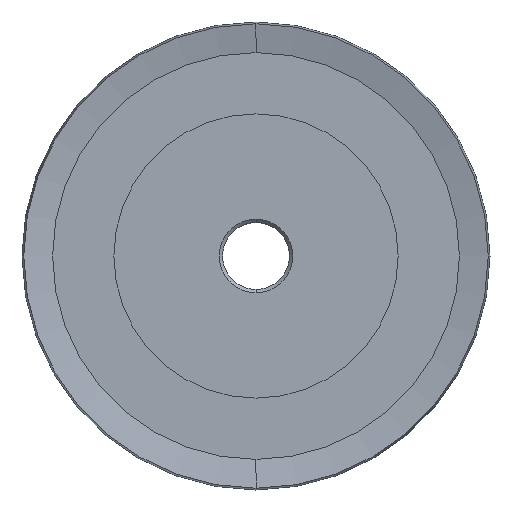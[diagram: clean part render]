
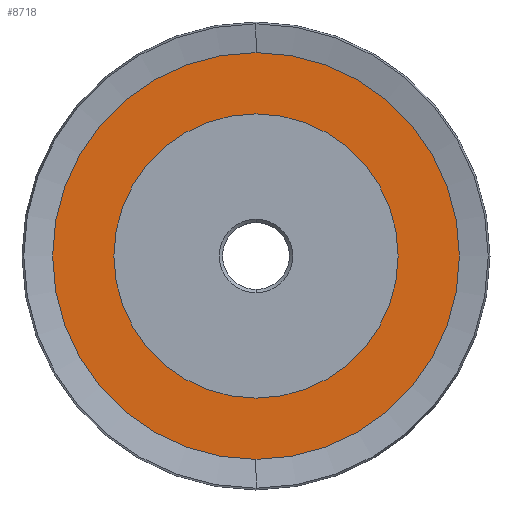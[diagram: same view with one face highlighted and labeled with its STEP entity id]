
A CAD part, left-side view. The second image highlights one B-rep face of the part: STEP entity #8718.
In plain terms, the highlighted planar face has unit normal (-1, 0, 0).
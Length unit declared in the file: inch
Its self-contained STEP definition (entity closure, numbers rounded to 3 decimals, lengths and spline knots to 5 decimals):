
#43 = EDGE_CURVE ( 'NONE', #1012, #10004, #9348, .T. ) ;
#109 = CARTESIAN_POINT ( 'NONE',  ( 0.0325, 0., 0.5315 ) ) ;
#621 = EDGE_LOOP ( 'NONE', ( #8202, #1343 ) ) ;
#645 = CARTESIAN_POINT ( 'NONE',  ( 0.0325, 0., 0. ) ) ;
#685 = DIRECTION ( 'NONE',  ( 0., 0., 1. ) ) ;
#1012 = VERTEX_POINT ( 'NONE', #109 ) ;
#1343 = ORIENTED_EDGE ( 'NONE', *, *, #43, .F. ) ;
#1410 = DIRECTION ( 'NONE',  ( -1., 0., 0. ) ) ;
#1463 = CARTESIAN_POINT ( 'NONE',  ( 0.0325, 0., -0.76058 ) ) ;
#1791 = FACE_OUTER_BOUND ( 'NONE', #4017, .T. ) ;
#2317 = DIRECTION ( 'NONE',  ( -1., 0., 0. ) ) ;
#3481 = ORIENTED_EDGE ( 'NONE', *, *, #4847, .T. ) ;
#4017 = EDGE_LOOP ( 'NONE', ( #7975, #3481 ) ) ;
#4292 = CARTESIAN_POINT ( 'NONE',  ( 0.0325, 0., -0.5315 ) ) ;
#4500 = CARTESIAN_POINT ( 'NONE',  ( 0.0325, 0., 0. ) ) ;
#4715 = DIRECTION ( 'NONE',  ( -1., 0., 0. ) ) ;
#4847 = EDGE_CURVE ( 'NONE', #6124, #9119, #9265, .T. ) ;
#5275 = AXIS2_PLACEMENT_3D ( 'NONE', #4500, #10067, #5296 ) ;
#5296 = DIRECTION ( 'NONE',  ( 0., 0., 1. ) ) ;
#5361 = EDGE_CURVE ( 'NONE', #9119, #6124, #7875, .T. ) ;
#5436 = DIRECTION ( 'NONE',  ( -1., 0., 0. ) ) ;
#6124 = VERTEX_POINT ( 'NONE', #1463 ) ;
#6166 = CARTESIAN_POINT ( 'NONE',  ( 0.0325, 0., 0. ) ) ;
#6822 = EDGE_CURVE ( 'NONE', #10004, #1012, #9176, .T. ) ;
#6962 = DIRECTION ( 'NONE',  ( 0., 0., 1. ) ) ;
#7092 = CARTESIAN_POINT ( 'NONE',  ( 0.0325, 0., 0. ) ) ;
#7875 = CIRCLE ( 'NONE', #5275, 0.76058 ) ;
#7888 = DIRECTION ( 'NONE',  ( 0., 0., 1. ) ) ;
#7975 = ORIENTED_EDGE ( 'NONE', *, *, #5361, .T. ) ;
#8202 = ORIENTED_EDGE ( 'NONE', *, *, #6822, .F. ) ;
#8336 = AXIS2_PLACEMENT_3D ( 'NONE', #7092, #2317, #7888 ) ;
#8718 = ADVANCED_FACE ( 'NONE', ( #9761, #1791 ), #10205, .T. ) ;
#8857 = AXIS2_PLACEMENT_3D ( 'NONE', #9488, #4715, #10281 ) ;
#9035 = AXIS2_PLACEMENT_3D ( 'NONE', #645, #5436, #685 ) ;
#9119 = VERTEX_POINT ( 'NONE', #10008 ) ;
#9176 = CIRCLE ( 'NONE', #9815, 0.5315 ) ;
#9265 = CIRCLE ( 'NONE', #8336, 0.76058 ) ;
#9348 = CIRCLE ( 'NONE', #8857, 0.5315 ) ;
#9488 = CARTESIAN_POINT ( 'NONE',  ( 0.0325, 0., 0. ) ) ;
#9761 = FACE_BOUND ( 'NONE', #621, .T. ) ;
#9815 = AXIS2_PLACEMENT_3D ( 'NONE', #6166, #1410, #6962 ) ;
#10004 = VERTEX_POINT ( 'NONE', #4292 ) ;
#10008 = CARTESIAN_POINT ( 'NONE',  ( 0.0325, 0., 0.76058 ) ) ;
#10067 = DIRECTION ( 'NONE',  ( -1., 0., 0. ) ) ;
#10205 = PLANE ( 'NONE',  #9035 ) ;
#10281 = DIRECTION ( 'NONE',  ( 0., 0., 1. ) ) ;
